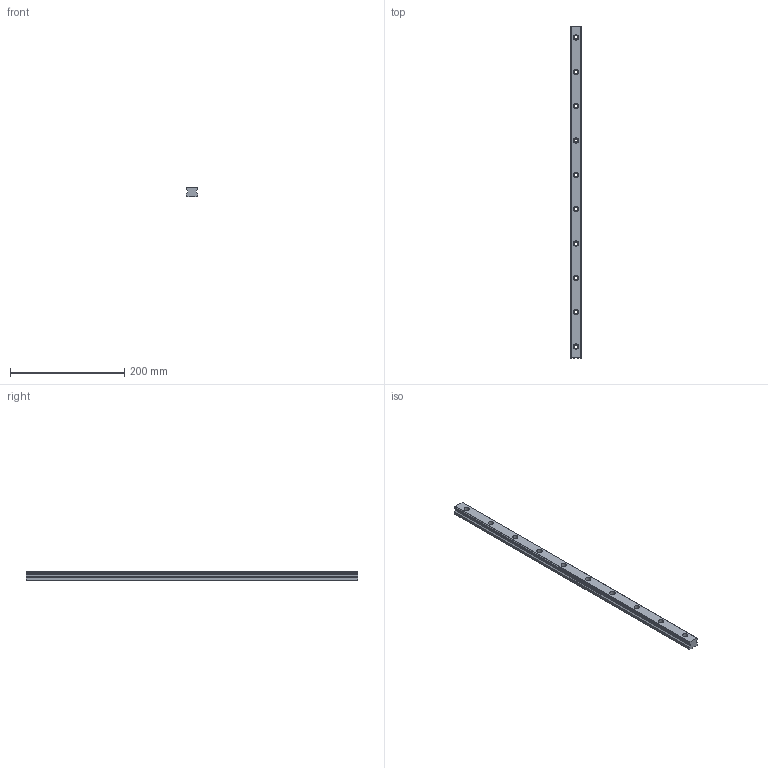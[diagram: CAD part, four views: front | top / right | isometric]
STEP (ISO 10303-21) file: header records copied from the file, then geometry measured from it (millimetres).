
FILE_DESCRIPTION (( 'STEP AP203' ), '1' );
FILE_NAME ('H20-580L.step', '2021-02-18T17:46:09', ( '' ), ( '' ), 'SwSTEP 2.0', 'SolidWorks 2019', '' );
FILE_SCHEMA (( 'CONFIG_CONTROL_DESIGN' ));
Length unit declared in the file: millimetre
Products named in the file (1): H20-580L
Bounding box: 20 x 580 x 16.5 mm (x, y, z)
Volume: 163364.1 mm3; surface area: 47279.3 mm2
Topology: 1 solids, 1 shells, 140 faces, 374 edges, 236 vertices
Faces by surface type: cylinder 80, plane 60
Entity records: 5255 total; most frequent: CARTESIAN_POINT 1751, ORIENTED_EDGE 748, DIRECTION 696, EDGE_CURVE 374, AXIS2_PLACEMENT_3D 261, VERTEX_POINT 236, LINE 174, VECTOR 174
